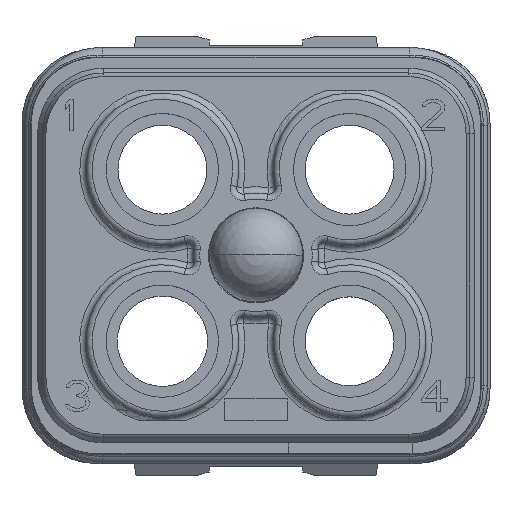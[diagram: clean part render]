
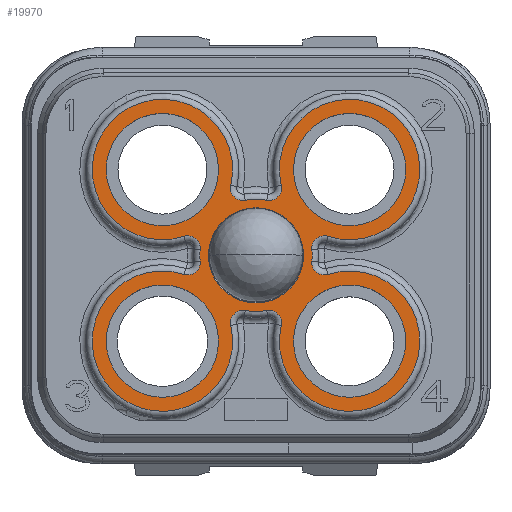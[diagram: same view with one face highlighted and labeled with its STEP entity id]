
A CAD part, top view. The second image highlights one B-rep face of the part: STEP entity #19970.
In plain terms, the highlighted planar face has unit normal (0, 0, 1).
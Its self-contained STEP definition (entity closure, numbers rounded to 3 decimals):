
#4918=CARTESIAN_POINT('',(-0.416,2.16,7.72));
#4919=DIRECTION('',(0.,0.,1.));
#4920=DIRECTION('',(-0.975,0.223,0.));
#4921=AXIS2_PLACEMENT_3D('',#4918,#4919,#4920);
#4923=CARTESIAN_POINT('',(0.,0.,7.72));
#4924=DIRECTION('',(0.,0.,-1.));
#4925=DIRECTION('',(-0.189,0.982,0.));
#4926=AXIS2_PLACEMENT_3D('',#4923,#4924,#4925);
#4928=CARTESIAN_POINT('',(0.416,2.16,7.72));
#4929=DIRECTION('',(0.,0.,1.));
#4930=DIRECTION('',(-0.189,-0.982,0.));
#4931=AXIS2_PLACEMENT_3D('',#4928,#4929,#4930);
#4933=CARTESIAN_POINT('',(3.,2.75,7.72));
#4934=DIRECTION('',(0.,0.,-1.));
#4935=DIRECTION('',(-0.975,-0.223,0.));
#4936=AXIS2_PLACEMENT_3D('',#4933,#4934,#4935);
#4938=CARTESIAN_POINT('',(2.188,0.227,7.72));
#4939=DIRECTION('',(0.,0.,1.));
#4940=DIRECTION('',(0.306,0.952,0.));
#4941=AXIS2_PLACEMENT_3D('',#4938,#4939,#4940);
#4943=CARTESIAN_POINT('',(0.,0.,7.72));
#4944=DIRECTION('',(0.,0.,-1.));
#4945=DIRECTION('',(0.995,0.103,0.));
#4946=AXIS2_PLACEMENT_3D('',#4943,#4944,#4945);
#4948=CARTESIAN_POINT('',(2.188,-0.227,7.72));
#4949=DIRECTION('',(0.,0.,1.));
#4950=DIRECTION('',(-0.995,0.103,0.));
#4951=AXIS2_PLACEMENT_3D('',#4948,#4949,#4950);
#4953=CARTESIAN_POINT('',(3.,-2.75,7.72));
#4954=DIRECTION('',(0.,0.,-1.));
#4955=DIRECTION('',(-0.306,0.952,0.));
#4956=AXIS2_PLACEMENT_3D('',#4953,#4954,#4955);
#4958=CARTESIAN_POINT('',(0.416,-2.16,7.72));
#4959=DIRECTION('',(0.,0.,1.));
#4960=DIRECTION('',(0.975,-0.223,0.));
#4961=AXIS2_PLACEMENT_3D('',#4958,#4959,#4960);
#4963=CARTESIAN_POINT('',(0.,0.,7.72));
#4964=DIRECTION('',(0.,0.,-1.));
#4965=DIRECTION('',(0.189,-0.982,0.));
#4966=AXIS2_PLACEMENT_3D('',#4963,#4964,#4965);
#4968=CARTESIAN_POINT('',(-0.416,-2.16,7.72));
#4969=DIRECTION('',(0.,0.,1.));
#4970=DIRECTION('',(0.189,0.982,0.));
#4971=AXIS2_PLACEMENT_3D('',#4968,#4969,#4970);
#4973=CARTESIAN_POINT('',(-3.,-2.75,7.72));
#4974=DIRECTION('',(0.,0.,-1.));
#4975=DIRECTION('',(0.975,0.223,0.));
#4976=AXIS2_PLACEMENT_3D('',#4973,#4974,#4975);
#4978=CARTESIAN_POINT('',(-2.188,-0.227,7.72));
#4979=DIRECTION('',(0.,0.,1.));
#4980=DIRECTION('',(-0.306,-0.952,0.));
#4981=AXIS2_PLACEMENT_3D('',#4978,#4979,#4980);
#4983=CARTESIAN_POINT('',(0.,0.,7.72));
#4984=DIRECTION('',(0.,0.,-1.));
#4985=DIRECTION('',(-0.995,-0.103,0.));
#4986=AXIS2_PLACEMENT_3D('',#4983,#4984,#4985);
#4988=CARTESIAN_POINT('',(-2.188,0.227,7.72));
#4989=DIRECTION('',(0.,0.,1.));
#4990=DIRECTION('',(0.995,-0.103,0.));
#4991=AXIS2_PLACEMENT_3D('',#4988,#4989,#4990);
#4993=CARTESIAN_POINT('',(-3.,2.75,7.72));
#4994=DIRECTION('',(0.,0.,-1.));
#4995=DIRECTION('',(0.306,-0.952,0.));
#4996=AXIS2_PLACEMENT_3D('',#4993,#4994,#4995);
#4998=CARTESIAN_POINT('',(-3.,2.75,7.72));
#4999=DIRECTION('',(0.,0.,1.));
#5000=DIRECTION('',(1.,0.,0.));
#5001=AXIS2_PLACEMENT_3D('',#4998,#4999,#5000);
#5003=CARTESIAN_POINT('',(-3.,2.75,7.72));
#5004=DIRECTION('',(0.,0.,-1.));
#5005=DIRECTION('',(1.,0.,0.));
#5006=AXIS2_PLACEMENT_3D('',#5003,#5004,#5005);
#5008=CARTESIAN_POINT('',(3.,-2.75,7.72));
#5009=DIRECTION('',(0.,0.,1.));
#5010=DIRECTION('',(-1.,0.,0.));
#5011=AXIS2_PLACEMENT_3D('',#5008,#5009,#5010);
#5013=CARTESIAN_POINT('',(3.,-2.75,7.72));
#5014=DIRECTION('',(0.,0.,-1.));
#5015=DIRECTION('',(-1.,0.,0.));
#5016=AXIS2_PLACEMENT_3D('',#5013,#5014,#5015);
#5018=CARTESIAN_POINT('',(-3.,-2.75,7.72));
#5019=DIRECTION('',(0.,0.,-1.));
#5020=DIRECTION('',(1.,0.,0.));
#5021=AXIS2_PLACEMENT_3D('',#5018,#5019,#5020);
#5023=CARTESIAN_POINT('',(-3.,-2.75,7.72));
#5024=DIRECTION('',(0.,0.,1.));
#5025=DIRECTION('',(1.,0.,0.));
#5026=AXIS2_PLACEMENT_3D('',#5023,#5024,#5025);
#5028=CARTESIAN_POINT('',(0.,0.,7.72));
#5029=DIRECTION('',(0.,0.,-1.));
#5030=DIRECTION('',(1.,0.,0.));
#5031=AXIS2_PLACEMENT_3D('',#5028,#5029,#5030);
#5033=CARTESIAN_POINT('',(0.,0.,7.72));
#5034=DIRECTION('',(0.,0.,-1.));
#5035=DIRECTION('',(-1.,0.,0.));
#5036=AXIS2_PLACEMENT_3D('',#5033,#5034,#5035);
#5038=CARTESIAN_POINT('',(3.,2.75,7.72));
#5039=DIRECTION('',(0.,0.,-1.));
#5040=DIRECTION('',(-1.,0.,0.));
#5041=AXIS2_PLACEMENT_3D('',#5038,#5039,#5040);
#5043=CARTESIAN_POINT('',(3.,2.75,7.72));
#5044=DIRECTION('',(0.,0.,1.));
#5045=DIRECTION('',(-1.,0.,0.));
#5046=AXIS2_PLACEMENT_3D('',#5043,#5044,#5045);
#10955=CARTESIAN_POINT('',(1.2,2.75,7.72));
#10956=CARTESIAN_POINT('',(4.8,2.75,7.72));
#10957=VERTEX_POINT('',#10955);
#10958=VERTEX_POINT('',#10956);
#10959=CARTESIAN_POINT('',(-1.2,2.75,7.72));
#10960=CARTESIAN_POINT('',(-4.8,2.75,7.72));
#10961=VERTEX_POINT('',#10959);
#10962=VERTEX_POINT('',#10960);
#10963=CARTESIAN_POINT('',(1.2,-2.75,7.72));
#10964=CARTESIAN_POINT('',(4.8,-2.75,7.72));
#10965=VERTEX_POINT('',#10963);
#10966=VERTEX_POINT('',#10964);
#10967=CARTESIAN_POINT('',(-1.2,-2.75,7.72));
#10968=CARTESIAN_POINT('',(-4.8,-2.75,7.72));
#10969=VERTEX_POINT('',#10967);
#10970=VERTEX_POINT('',#10968);
#10971=CARTESIAN_POINT('',(1.525,0.,7.72));
#10972=CARTESIAN_POINT('',(-1.525,0.,7.72));
#10973=VERTEX_POINT('',#10971);
#10974=VERTEX_POINT('',#10972);
#11027=CARTESIAN_POINT('',(-0.806,2.249,7.72));
#11028=CARTESIAN_POINT('',(-0.341,1.767,7.72));
#11029=VERTEX_POINT('',#11027);
#11030=VERTEX_POINT('',#11028);
#11033=CARTESIAN_POINT('',(0.341,1.767,7.72));
#11034=VERTEX_POINT('',#11033);
#11037=CARTESIAN_POINT('',(0.806,2.249,7.72));
#11038=VERTEX_POINT('',#11037);
#11041=CARTESIAN_POINT('',(2.311,0.608,7.72));
#11042=VERTEX_POINT('',#11041);
#11045=CARTESIAN_POINT('',(1.79,0.186,7.72));
#11046=VERTEX_POINT('',#11045);
#11049=CARTESIAN_POINT('',(1.79,-0.186,7.72));
#11050=VERTEX_POINT('',#11049);
#11053=CARTESIAN_POINT('',(2.311,-0.608,7.72));
#11054=VERTEX_POINT('',#11053);
#11057=CARTESIAN_POINT('',(0.806,-2.249,7.72));
#11058=VERTEX_POINT('',#11057);
#11061=CARTESIAN_POINT('',(0.341,-1.767,7.72));
#11062=VERTEX_POINT('',#11061);
#11065=CARTESIAN_POINT('',(-0.341,-1.767,7.72));
#11066=VERTEX_POINT('',#11065);
#11069=CARTESIAN_POINT('',(-0.806,-2.249,7.72));
#11070=VERTEX_POINT('',#11069);
#11073=CARTESIAN_POINT('',(-2.311,-0.608,7.72));
#11074=VERTEX_POINT('',#11073);
#11077=CARTESIAN_POINT('',(-1.79,-0.186,7.72));
#11078=VERTEX_POINT('',#11077);
#11081=CARTESIAN_POINT('',(-1.79,0.186,7.72));
#11082=VERTEX_POINT('',#11081);
#11085=CARTESIAN_POINT('',(-2.311,0.608,7.72));
#11086=VERTEX_POINT('',#11085);
#19903=CARTESIAN_POINT('',(3.,2.75,7.72));
#19904=DIRECTION('',(0.,0.,1.));
#19905=DIRECTION('',(1.,0.,0.));
#19906=AXIS2_PLACEMENT_3D('',#19903,#19904,#19905);
#19907=PLANE('',#19906);
#19909=ORIENTED_EDGE('',*,*,#19908,.T.);
#19911=ORIENTED_EDGE('',*,*,#19910,.T.);
#19913=ORIENTED_EDGE('',*,*,#19912,.T.);
#19915=ORIENTED_EDGE('',*,*,#19914,.T.);
#19917=ORIENTED_EDGE('',*,*,#19916,.T.);
#19919=ORIENTED_EDGE('',*,*,#19918,.T.);
#19921=ORIENTED_EDGE('',*,*,#19920,.T.);
#19923=ORIENTED_EDGE('',*,*,#19922,.T.);
#19925=ORIENTED_EDGE('',*,*,#19924,.T.);
#19927=ORIENTED_EDGE('',*,*,#19926,.T.);
#19929=ORIENTED_EDGE('',*,*,#19928,.T.);
#19931=ORIENTED_EDGE('',*,*,#19930,.T.);
#19933=ORIENTED_EDGE('',*,*,#19932,.T.);
#19935=ORIENTED_EDGE('',*,*,#19934,.T.);
#19937=ORIENTED_EDGE('',*,*,#19936,.T.);
#19939=ORIENTED_EDGE('',*,*,#19938,.T.);
#19940=EDGE_LOOP('',(#19909,#19911,#19913,#19915,#19917,#19919,#19921,#19923,
#19925,#19927,#19929,#19931,#19933,#19935,#19937,#19939));
#19941=FACE_OUTER_BOUND('',#19940,.F.);
#19943=ORIENTED_EDGE('',*,*,#19942,.T.);
#19945=ORIENTED_EDGE('',*,*,#19944,.F.);
#19946=EDGE_LOOP('',(#19943,#19945));
#19947=FACE_BOUND('',#19946,.F.);
#19949=ORIENTED_EDGE('',*,*,#19948,.T.);
#19951=ORIENTED_EDGE('',*,*,#19950,.F.);
#19952=EDGE_LOOP('',(#19949,#19951));
#19953=FACE_BOUND('',#19952,.F.);
#19954=ORIENTED_EDGE('',*,*,#19897,.F.);
#19955=ORIENTED_EDGE('',*,*,#19883,.T.);
#19956=EDGE_LOOP('',(#19954,#19955));
#19957=FACE_BOUND('',#19956,.F.);
#19959=ORIENTED_EDGE('',*,*,#19958,.F.);
#19961=ORIENTED_EDGE('',*,*,#19960,.F.);
#19962=EDGE_LOOP('',(#19959,#19961));
#19963=FACE_BOUND('',#19962,.F.);
#19965=ORIENTED_EDGE('',*,*,#19964,.F.);
#19967=ORIENTED_EDGE('',*,*,#19966,.T.);
#19968=EDGE_LOOP('',(#19965,#19967));
#19969=FACE_BOUND('',#19968,.F.);
#19970=ADVANCED_FACE('',(#19941,#19947,#19953,#19957,#19963,#19969),#19907,.T.);
#4922=CIRCLE('',#4921,0.4);
#4927=CIRCLE('',#4926,1.8);
#4932=CIRCLE('',#4931,0.4);
#4937=CIRCLE('',#4936,2.25);
#4942=CIRCLE('',#4941,0.4);
#4947=CIRCLE('',#4946,1.8);
#4952=CIRCLE('',#4951,0.4);
#4957=CIRCLE('',#4956,2.25);
#4962=CIRCLE('',#4961,0.4);
#4967=CIRCLE('',#4966,1.8);
#4972=CIRCLE('',#4971,0.4);
#4977=CIRCLE('',#4976,2.25);
#4982=CIRCLE('',#4981,0.4);
#4987=CIRCLE('',#4986,1.8);
#4992=CIRCLE('',#4991,0.4);
#4997=CIRCLE('',#4996,2.25);
#5002=CIRCLE('',#5001,1.8);
#5007=CIRCLE('',#5006,1.8);
#5012=CIRCLE('',#5011,1.8);
#5017=CIRCLE('',#5016,1.8);
#5022=CIRCLE('',#5021,1.8);
#5027=CIRCLE('',#5026,1.8);
#5032=CIRCLE('',#5031,1.525);
#5037=CIRCLE('',#5036,1.525);
#5042=CIRCLE('',#5041,1.8);
#5047=CIRCLE('',#5046,1.8);
#19883=EDGE_CURVE('',#10969,#10970,#5027,.T.);
#19897=EDGE_CURVE('',#10969,#10970,#5022,.T.);
#19908=EDGE_CURVE('',#11029,#11030,#4922,.T.);
#19910=EDGE_CURVE('',#11030,#11034,#4927,.T.);
#19912=EDGE_CURVE('',#11034,#11038,#4932,.T.);
#19914=EDGE_CURVE('',#11038,#11042,#4937,.T.);
#19916=EDGE_CURVE('',#11042,#11046,#4942,.T.);
#19918=EDGE_CURVE('',#11046,#11050,#4947,.T.);
#19920=EDGE_CURVE('',#11050,#11054,#4952,.T.);
#19922=EDGE_CURVE('',#11054,#11058,#4957,.T.);
#19924=EDGE_CURVE('',#11058,#11062,#4962,.T.);
#19926=EDGE_CURVE('',#11062,#11066,#4967,.T.);
#19928=EDGE_CURVE('',#11066,#11070,#4972,.T.);
#19930=EDGE_CURVE('',#11070,#11074,#4977,.T.);
#19932=EDGE_CURVE('',#11074,#11078,#4982,.T.);
#19934=EDGE_CURVE('',#11078,#11082,#4987,.T.);
#19936=EDGE_CURVE('',#11082,#11086,#4992,.T.);
#19938=EDGE_CURVE('',#11086,#11029,#4997,.T.);
#19942=EDGE_CURVE('',#10961,#10962,#5002,.T.);
#19944=EDGE_CURVE('',#10961,#10962,#5007,.T.);
#19948=EDGE_CURVE('',#10965,#10966,#5012,.T.);
#19950=EDGE_CURVE('',#10965,#10966,#5017,.T.);
#19958=EDGE_CURVE('',#10973,#10974,#5032,.T.);
#19960=EDGE_CURVE('',#10974,#10973,#5037,.T.);
#19964=EDGE_CURVE('',#10957,#10958,#5042,.T.);
#19966=EDGE_CURVE('',#10957,#10958,#5047,.T.);
